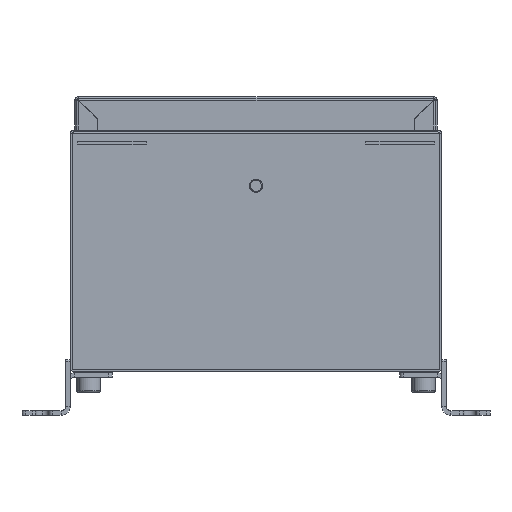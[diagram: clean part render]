
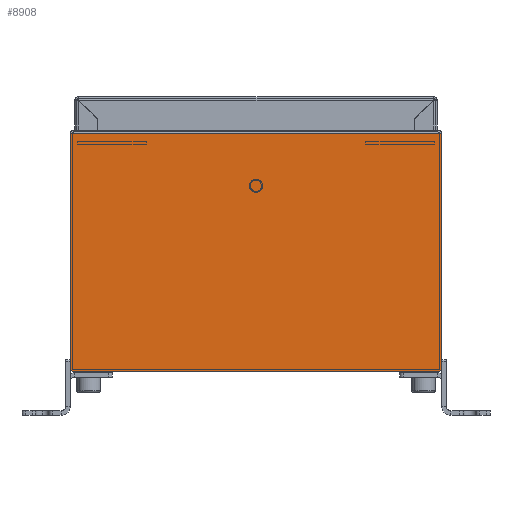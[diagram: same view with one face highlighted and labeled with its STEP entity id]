
A CAD part, front view. The second image highlights one B-rep face of the part: STEP entity #8908.
In plain terms, the highlighted face is planar.
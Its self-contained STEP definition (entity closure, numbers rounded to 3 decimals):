
#921 = DIRECTION ( 'NONE',  ( 0., 0., -1. ) ) ;
#1710 = CIRCLE ( 'NONE', #17672, 2. ) ;
#1933 = CARTESIAN_POINT ( 'NONE',  ( -63., 0., 98. ) ) ;
#2356 = EDGE_CURVE ( 'NONE', #23505, #15286, #8813, .T. ) ;
#2904 = LINE ( 'NONE', #26877, #3338 ) ;
#2926 = ORIENTED_EDGE ( 'NONE', *, *, #25783, .T. ) ;
#2990 = VECTOR ( 'NONE', #25307, 1000. ) ;
#3338 = VECTOR ( 'NONE', #27015, 1000. ) ;
#5037 = ORIENTED_EDGE ( 'NONE', *, *, #7946, .T. ) ;
#5381 = LINE ( 'NONE', #22497, #28146 ) ;
#6836 = PLANE ( 'NONE',  #13541 ) ;
#7401 = CARTESIAN_POINT ( 'NONE',  ( -63., 0., -100. ) ) ;
#7946 = EDGE_CURVE ( 'NONE', #17044, #14608, #1710, .T. ) ;
#8037 = VERTEX_POINT ( 'NONE', #24307 ) ;
#8676 = CARTESIAN_POINT ( 'NONE',  ( -65., 0., -98. ) ) ;
#8813 = CIRCLE ( 'NONE', #13362, 2. ) ;
#8908 = ADVANCED_FACE ( 'NONE', ( #15379 ), #6836, .T. ) ;
#10082 = EDGE_CURVE ( 'NONE', #8037, #22967, #5381, .T. ) ;
#10808 = ORIENTED_EDGE ( 'NONE', *, *, #10082, .T. ) ;
#11408 = CARTESIAN_POINT ( 'NONE',  ( 0., 0., 0. ) ) ;
#12407 = CARTESIAN_POINT ( 'NONE',  ( -63., 0., -98. ) ) ;
#12551 = DIRECTION ( 'NONE',  ( 0., 1., 0. ) ) ;
#13255 = DIRECTION ( 'NONE',  ( 0., 0., 1. ) ) ;
#13362 = AXIS2_PLACEMENT_3D ( 'NONE', #12407, #12551, #21214 ) ;
#13541 = AXIS2_PLACEMENT_3D ( 'NONE', #11408, #21805, #13255 ) ;
#14608 = VERTEX_POINT ( 'NONE', #17697 ) ;
#15072 = EDGE_LOOP ( 'NONE', ( #2926, #17010, #17448, #5037, #25933, #10808 ) ) ;
#15286 = VERTEX_POINT ( 'NONE', #8676 ) ;
#15379 = FACE_OUTER_BOUND ( 'NONE', #15072, .T. ) ;
#16211 = CARTESIAN_POINT ( 'NONE',  ( 65., 0., -100. ) ) ;
#16651 = DIRECTION ( 'NONE',  ( 0., 0., 1. ) ) ;
#17010 = ORIENTED_EDGE ( 'NONE', *, *, #2356, .T. ) ;
#17044 = VERTEX_POINT ( 'NONE', #28018 ) ;
#17448 = ORIENTED_EDGE ( 'NONE', *, *, #22700, .T. ) ;
#17672 = AXIS2_PLACEMENT_3D ( 'NONE', #1933, #21199, #16651 ) ;
#17697 = CARTESIAN_POINT ( 'NONE',  ( -63., 0., 100. ) ) ;
#17884 = CARTESIAN_POINT ( 'NONE',  ( 63., 0., -100. ) ) ;
#18210 = LINE ( 'NONE', #16211, #19913 ) ;
#19577 = EDGE_CURVE ( 'NONE', #14608, #8037, #2904, .T. ) ;
#19913 = VECTOR ( 'NONE', #26910, 1000. ) ;
#20474 = CARTESIAN_POINT ( 'NONE',  ( -65., 0., 100. ) ) ;
#21199 = DIRECTION ( 'NONE',  ( 0., 1., 0. ) ) ;
#21214 = DIRECTION ( 'NONE',  ( 0., 0., 1. ) ) ;
#21805 = DIRECTION ( 'NONE',  ( 0., 1., 0. ) ) ;
#22497 = CARTESIAN_POINT ( 'NONE',  ( 63., 0., 100. ) ) ;
#22700 = EDGE_CURVE ( 'NONE', #15286, #17044, #24752, .T. ) ;
#22967 = VERTEX_POINT ( 'NONE', #17884 ) ;
#23505 = VERTEX_POINT ( 'NONE', #7401 ) ;
#24307 = CARTESIAN_POINT ( 'NONE',  ( 63., 0., 100. ) ) ;
#24752 = LINE ( 'NONE', #20474, #2990 ) ;
#25307 = DIRECTION ( 'NONE',  ( 0., 0., 1. ) ) ;
#25783 = EDGE_CURVE ( 'NONE', #22967, #23505, #18210, .T. ) ;
#25933 = ORIENTED_EDGE ( 'NONE', *, *, #19577, .T. ) ;
#26877 = CARTESIAN_POINT ( 'NONE',  ( 65., 0., 100. ) ) ;
#26910 = DIRECTION ( 'NONE',  ( -1., 0., 0. ) ) ;
#27015 = DIRECTION ( 'NONE',  ( 1., 0., 0. ) ) ;
#28018 = CARTESIAN_POINT ( 'NONE',  ( -65., 0., 98. ) ) ;
#28146 = VECTOR ( 'NONE', #921, 1000. ) ;
